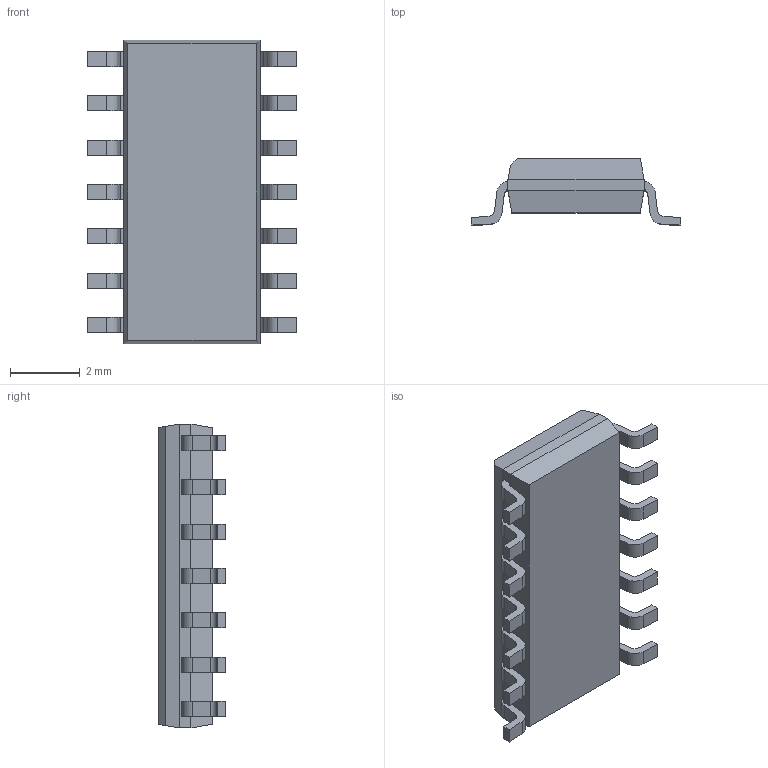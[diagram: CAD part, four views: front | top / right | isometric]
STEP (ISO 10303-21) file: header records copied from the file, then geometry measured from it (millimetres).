
FILE_DESCRIPTION (( 'STEP AP214' ), '1' );
FILE_NAME ('SOIC14-150-50.STEP', '2019-08-19T06:54:30', ( 'thomas' ), ( '' ), 'SwSTEP 2.0', 'SolidWorks 2017', '' );
FILE_SCHEMA (( 'AUTOMOTIVE_DESIGN' ));
Length unit declared in the file: millimetre
Products named in the file (1): SOIC14-150-50
Bounding box: 6 x 1.91 x 8.71 mm (x, y, z)
Volume: 53.2 mm3; surface area: 133.4 mm2
Topology: 1 solids, 1 shells, 172 faces, 457 edges, 302 vertices
Faces by surface type: plane 114, cylinder 56, cone 2
Entity records: 7061 total; most frequent: CARTESIAN_POINT 932, DIRECTION 919, ORIENTED_EDGE 914, EDGE_CURVE 457, LINE 341, VECTOR 341, VERTEX_POINT 302, AXIS2_PLACEMENT_3D 289
